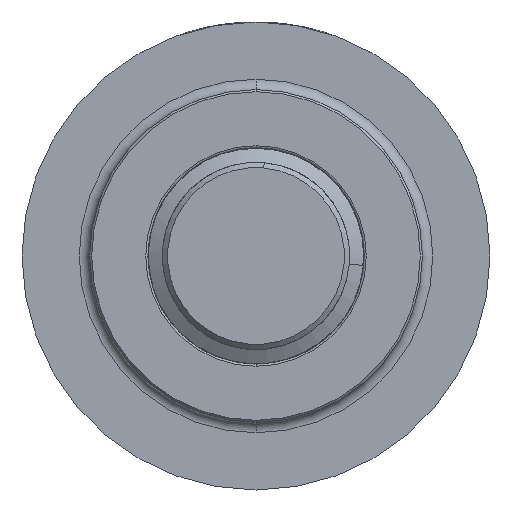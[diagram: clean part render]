
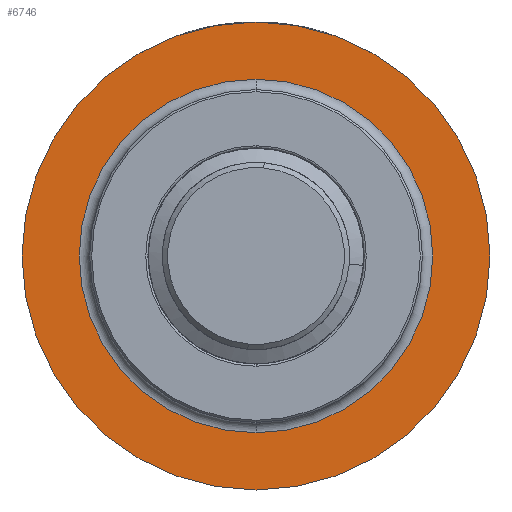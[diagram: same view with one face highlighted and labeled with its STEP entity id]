
A CAD part, front view. The second image highlights one B-rep face of the part: STEP entity #6746.
In plain terms, the highlighted planar face has unit normal (0, -1, 0).
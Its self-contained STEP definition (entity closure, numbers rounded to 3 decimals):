
#192 = ORIENTED_EDGE ( 'NONE', *, *, #3427, .T. ) ;
#290 = EDGE_CURVE ( 'NONE', #5365, #4149, #7008, .T. ) ;
#365 = AXIS2_PLACEMENT_3D ( 'NONE', #2405, #4250, #487 ) ;
#487 = DIRECTION ( 'NONE',  ( 0., 0., -1. ) ) ;
#511 = EDGE_CURVE ( 'NONE', #2375, #7409, #7994, .T. ) ;
#677 = AXIS2_PLACEMENT_3D ( 'NONE', #5289, #1529, #1446 ) ;
#712 = DIRECTION ( 'NONE',  ( 0., 0., -1. ) ) ;
#895 = DIRECTION ( 'NONE',  ( 0., 0., -1. ) ) ;
#930 = CARTESIAN_POINT ( 'NONE',  ( 0., 1.42, 0. ) ) ;
#1135 = CARTESIAN_POINT ( 'NONE',  ( 0., 1.42, 17. ) ) ;
#1147 = PLANE ( 'NONE',  #365 ) ;
#1446 = DIRECTION ( 'NONE',  ( 0., 0., -1. ) ) ;
#1480 = CARTESIAN_POINT ( 'NONE',  ( 0., 1.42, 0. ) ) ;
#1529 = DIRECTION ( 'NONE',  ( 0., -1., 0. ) ) ;
#1947 = CARTESIAN_POINT ( 'NONE',  ( 0., 1.42, 0. ) ) ;
#2375 = VERTEX_POINT ( 'NONE', #6272 ) ;
#2405 = CARTESIAN_POINT ( 'NONE',  ( 17., 1.42, 0. ) ) ;
#2942 = EDGE_CURVE ( 'NONE', #4149, #5365, #4693, .T. ) ;
#3416 = AXIS2_PLACEMENT_3D ( 'NONE', #930, #5873, #5254 ) ;
#3427 = EDGE_CURVE ( 'NONE', #7409, #2375, #5728, .T. ) ;
#3743 = ORIENTED_EDGE ( 'NONE', *, *, #2942, .F. ) ;
#3892 = CARTESIAN_POINT ( 'NONE',  ( 0., 1.42, -17. ) ) ;
#4149 = VERTEX_POINT ( 'NONE', #3892 ) ;
#4250 = DIRECTION ( 'NONE',  ( 0., -1., 0. ) ) ;
#4693 = CIRCLE ( 'NONE', #677, 17. ) ;
#5218 = DIRECTION ( 'NONE',  ( 0., -1., 0. ) ) ;
#5254 = DIRECTION ( 'NONE',  ( 0., 0., -1. ) ) ;
#5289 = CARTESIAN_POINT ( 'NONE',  ( 0., 1.42, 0. ) ) ;
#5365 = VERTEX_POINT ( 'NONE', #1135 ) ;
#5728 = CIRCLE ( 'NONE', #3416, 22.5 ) ;
#5873 = DIRECTION ( 'NONE',  ( 0., -1., 0. ) ) ;
#6262 = DIRECTION ( 'NONE',  ( 0., -1., 0. ) ) ;
#6272 = CARTESIAN_POINT ( 'NONE',  ( 0., 1.42, -22.5 ) ) ;
#6319 = FACE_BOUND ( 'NONE', #7026, .T. ) ;
#6746 = ADVANCED_FACE ( 'NONE', ( #7688, #6319 ), #1147, .T. ) ;
#6769 = AXIS2_PLACEMENT_3D ( 'NONE', #1947, #6262, #712 ) ;
#6900 = ORIENTED_EDGE ( 'NONE', *, *, #511, .T. ) ;
#6936 = CARTESIAN_POINT ( 'NONE',  ( 0., 1.42, 22.5 ) ) ;
#7008 = CIRCLE ( 'NONE', #7784, 17. ) ;
#7026 = EDGE_LOOP ( 'NONE', ( #3743, #7550 ) ) ;
#7409 = VERTEX_POINT ( 'NONE', #6936 ) ;
#7550 = ORIENTED_EDGE ( 'NONE', *, *, #290, .F. ) ;
#7687 = EDGE_LOOP ( 'NONE', ( #6900, #192 ) ) ;
#7688 = FACE_OUTER_BOUND ( 'NONE', #7687, .T. ) ;
#7784 = AXIS2_PLACEMENT_3D ( 'NONE', #1480, #5218, #895 ) ;
#7994 = CIRCLE ( 'NONE', #6769, 22.5 ) ;
